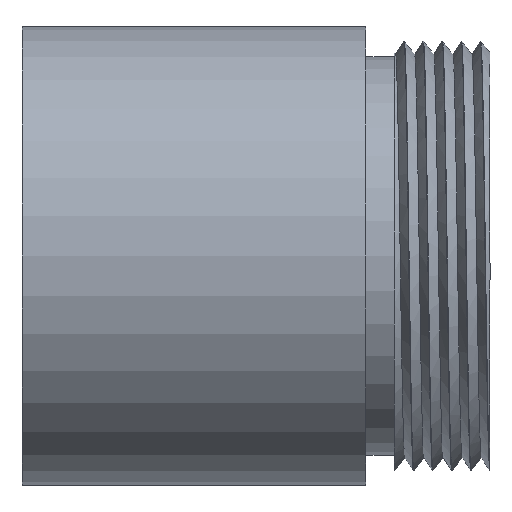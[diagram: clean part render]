
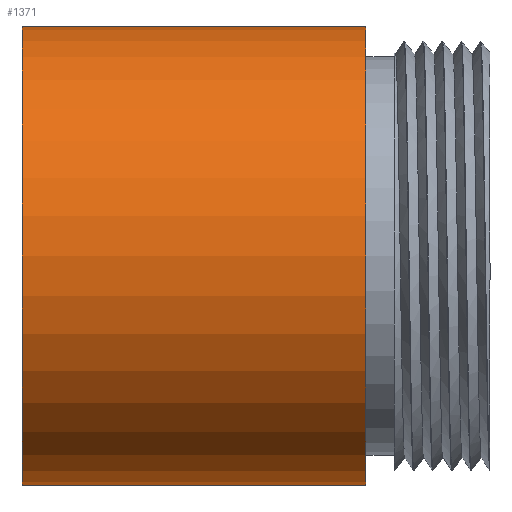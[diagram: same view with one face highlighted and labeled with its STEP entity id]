
A CAD part, left-side view. The second image highlights one B-rep face of the part: STEP entity #1371.
In plain terms, the highlighted cylindrical face has radius 12 mm (diameter 24 mm), a full revolution.
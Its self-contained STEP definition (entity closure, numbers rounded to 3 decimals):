
#566 = DIRECTION ( 'NONE',  ( 0., 0., 1. ) ) ;
#567 = DIRECTION ( 'NONE',  ( 0., 1., 0. ) ) ;
#568 = CARTESIAN_POINT ( 'NONE',  ( 0., 24.5, 0. ) ) ;
#1060 = DIRECTION ( 'NONE',  ( 0., 0., 1. ) ) ;
#1061 = DIRECTION ( 'NONE',  ( 0., 1., 0. ) ) ;
#1062 = CARTESIAN_POINT ( 'NONE',  ( 0., 6.5, 0. ) ) ;
#1256 = ORIENTED_EDGE ( 'NONE', *, *, #1401, .T. ) ;
#1264 = ORIENTED_EDGE ( 'NONE', *, *, #1403, .F. ) ;
#1294 = VERTEX_POINT ( 'NONE', #1485 ) ;
#1296 = FACE_OUTER_BOUND ( 'NONE', #1324, .T. ) ;
#1301 = VERTEX_POINT ( 'NONE', #1486 ) ;
#1311 = EDGE_LOOP ( 'NONE', ( #1256 ) ) ;
#1322 = FACE_OUTER_BOUND ( 'NONE', #1311, .T. ) ;
#1324 = EDGE_LOOP ( 'NONE', ( #1264 ) ) ;
#1346 = CYLINDRICAL_SURFACE ( 'NONE', #1717, 12. ) ;
#1371 = ADVANCED_FACE ( 'NONE', ( #1296, #1322 ), #1346, .T. ) ;
#1401 = EDGE_CURVE ( 'NONE', #1301, #1301, #1738, .T. ) ;
#1403 = EDGE_CURVE ( 'NONE', #1294, #1294, #1745, .T. ) ;
#1485 = CARTESIAN_POINT ( 'NONE',  ( 0., 24.5, 12. ) ) ;
#1486 = CARTESIAN_POINT ( 'NONE',  ( 0., 6.5, 12. ) ) ;
#1717 = AXIS2_PLACEMENT_3D ( 'NONE', #2079, #2081, #2087 ) ;
#1735 = AXIS2_PLACEMENT_3D ( 'NONE', #568, #567, #566 ) ;
#1737 = AXIS2_PLACEMENT_3D ( 'NONE', #1062, #1061, #1060 ) ;
#1738 = CIRCLE ( 'NONE', #1737, 12. ) ;
#1745 = CIRCLE ( 'NONE', #1735, 12. ) ;
#2079 = CARTESIAN_POINT ( 'NONE',  ( 0., 24.5, 0. ) ) ;
#2081 = DIRECTION ( 'NONE',  ( 0., -1., 0. ) ) ;
#2087 = DIRECTION ( 'NONE',  ( 0., 0., -1. ) ) ;
